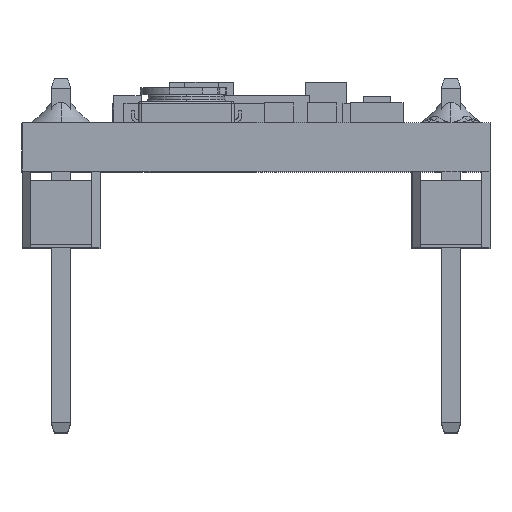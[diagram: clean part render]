
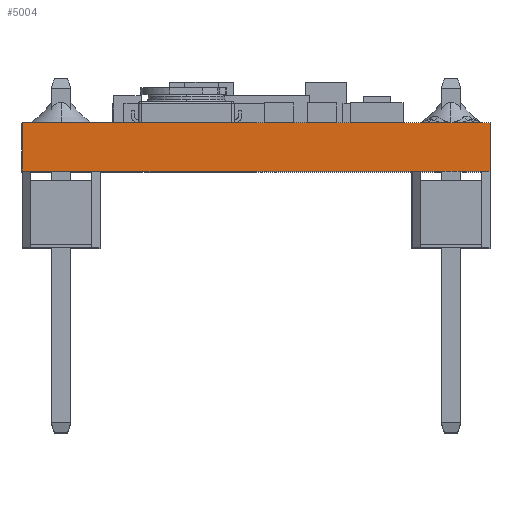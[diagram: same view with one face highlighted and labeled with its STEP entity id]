
A CAD part, top view. The second image highlights one B-rep face of the part: STEP entity #5004.
In plain terms, the highlighted face is planar.
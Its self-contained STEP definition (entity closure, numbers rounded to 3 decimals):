
#546 = VECTOR ( 'NONE', #14887, 1000. ) ;
#933 = CARTESIAN_POINT ( 'NONE',  ( 15.24, 0., 1.57 ) ) ;
#1222 = DIRECTION ( 'NONE',  ( 0., 0., 1. ) ) ;
#1258 = CARTESIAN_POINT ( 'NONE',  ( 15.24, 0., 0. ) ) ;
#1453 = EDGE_CURVE ( 'NONE', #33031, #33739, #32556, .T. ) ;
#2474 = CARTESIAN_POINT ( 'NONE',  ( 0., 0., 1.57 ) ) ;
#3935 = ORIENTED_EDGE ( 'NONE', *, *, #35237, .T. ) ;
#4109 = B_SPLINE_CURVE_WITH_KNOTS ( 'NONE', 3,
 ( #8947, #23490, #6462, #34947 ),
 .UNSPECIFIED., .F., .F.,
 ( 4, 4 ),
 ( 0., 1. ),
 .UNSPECIFIED. ) ;
#4858 = VERTEX_POINT ( 'NONE', #2474 ) ;
#5004 = ADVANCED_FACE ( 'NONE', ( #27042 ), #20712, .F. ) ;
#5330 = LINE ( 'NONE', #28094, #34715 ) ;
#6462 = CARTESIAN_POINT ( 'NONE',  ( 10.16, 0., 1.57 ) ) ;
#8913 = AXIS2_PLACEMENT_3D ( 'NONE', #15300, #12252, #1222 ) ;
#8947 = CARTESIAN_POINT ( 'NONE',  ( 0., 0., 1.57 ) ) ;
#10473 = ORIENTED_EDGE ( 'NONE', *, *, #20081, .T. ) ;
#12252 = DIRECTION ( 'NONE',  ( 0., 1., 0. ) ) ;
#13665 = EDGE_LOOP ( 'NONE', ( #21167, #23833, #10473, #3935 ) ) ;
#13764 = DIRECTION ( 'NONE',  ( 0., 0., -1. ) ) ;
#14887 = DIRECTION ( 'NONE',  ( 0., 0., 1. ) ) ;
#15300 = CARTESIAN_POINT ( 'NONE',  ( 0., 0., 1.57 ) ) ;
#16294 = CARTESIAN_POINT ( 'NONE',  ( 15.24, 0., 1.57 ) ) ;
#19703 = EDGE_CURVE ( 'NONE', #4858, #33739, #4109, .T. ) ;
#20081 = EDGE_CURVE ( 'NONE', #4858, #27285, #5330, .T. ) ;
#20712 = PLANE ( 'NONE',  #8913 ) ;
#20817 = CARTESIAN_POINT ( 'NONE',  ( 0., 0., 0. ) ) ;
#21167 = ORIENTED_EDGE ( 'NONE', *, *, #1453, .T. ) ;
#21596 = CARTESIAN_POINT ( 'NONE',  ( 5.08, 0., 0. ) ) ;
#22323 = B_SPLINE_CURVE_WITH_KNOTS ( 'NONE', 3,
 ( #27204, #21596, #32450, #1258 ),
 .UNSPECIFIED., .F., .F.,
 ( 4, 4 ),
 ( 0., 1. ),
 .UNSPECIFIED. ) ;
#23490 = CARTESIAN_POINT ( 'NONE',  ( 5.08, 0., 1.57 ) ) ;
#23833 = ORIENTED_EDGE ( 'NONE', *, *, #19703, .F. ) ;
#27042 = FACE_OUTER_BOUND ( 'NONE', #13665, .T. ) ;
#27204 = CARTESIAN_POINT ( 'NONE',  ( 0., 0., 0. ) ) ;
#27285 = VERTEX_POINT ( 'NONE', #20817 ) ;
#28094 = CARTESIAN_POINT ( 'NONE',  ( 0., 0., 1.57 ) ) ;
#29091 = CARTESIAN_POINT ( 'NONE',  ( 15.24, 0., 0. ) ) ;
#32450 = CARTESIAN_POINT ( 'NONE',  ( 10.16, 0., 0. ) ) ;
#32556 = LINE ( 'NONE', #933, #546 ) ;
#33031 = VERTEX_POINT ( 'NONE', #29091 ) ;
#33739 = VERTEX_POINT ( 'NONE', #16294 ) ;
#34715 = VECTOR ( 'NONE', #13764, 1000. ) ;
#34947 = CARTESIAN_POINT ( 'NONE',  ( 15.24, 0., 1.57 ) ) ;
#35237 = EDGE_CURVE ( 'NONE', #27285, #33031, #22323, .T. ) ;
